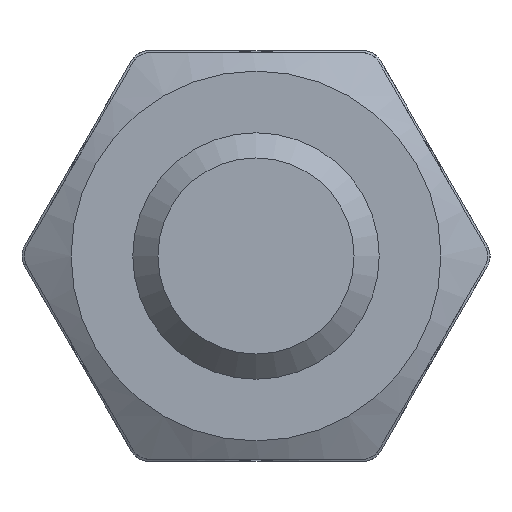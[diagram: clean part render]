
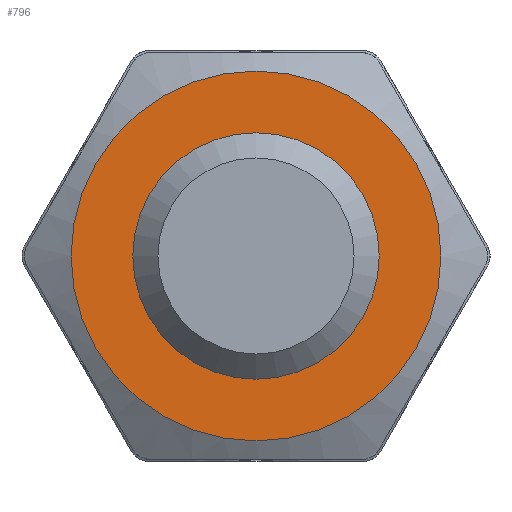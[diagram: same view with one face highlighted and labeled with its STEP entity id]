
A CAD part, front view. The second image highlights one B-rep face of the part: STEP entity #796.
In plain terms, the highlighted planar face has unit normal (0, -1, 0).
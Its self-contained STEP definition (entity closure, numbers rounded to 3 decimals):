
#169=FACE_BOUND('',#228,.T.);
#176=FACE_OUTER_BOUND('',#227,.T.);
#227=EDGE_LOOP('',(#508));
#228=EDGE_LOOP('',(#509));
#287=CIRCLE('',#883,4.5);
#288=CIRCLE('',#884,3.);
#311=VERTEX_POINT('',#1152);
#312=VERTEX_POINT('',#1154);
#387=EDGE_CURVE('',#311,#311,#287,.T.);
#388=EDGE_CURVE('',#312,#312,#288,.T.);
#508=ORIENTED_EDGE('',*,*,#387,.T.);
#509=ORIENTED_EDGE('',*,*,#388,.F.);
#726=PLANE('',#882);
#796=ADVANCED_FACE('',(#176,#169),#726,.F.);
#882=AXIS2_PLACEMENT_3D('',#1151,#978,#979);
#883=AXIS2_PLACEMENT_3D('',#1153,#980,#981);
#884=AXIS2_PLACEMENT_3D('',#1155,#982,#983);
#978=DIRECTION('center_axis',(0.,1.,0.));
#979=DIRECTION('ref_axis',(0.,0.,1.));
#980=DIRECTION('center_axis',(0.,-1.,0.));
#981=DIRECTION('ref_axis',(1.,0.,0.));
#982=DIRECTION('center_axis',(0.,-1.,0.));
#983=DIRECTION('ref_axis',(0.,0.,1.));
#1151=CARTESIAN_POINT('Origin',(-10.15,-1.812,0.));
#1152=CARTESIAN_POINT('',(-14.65,-1.812,0.));
#1153=CARTESIAN_POINT('Origin',(-10.15,-1.812,0.));
#1154=CARTESIAN_POINT('',(-10.15,-1.812,-3.));
#1155=CARTESIAN_POINT('Origin',(-10.15,-1.812,0.));
